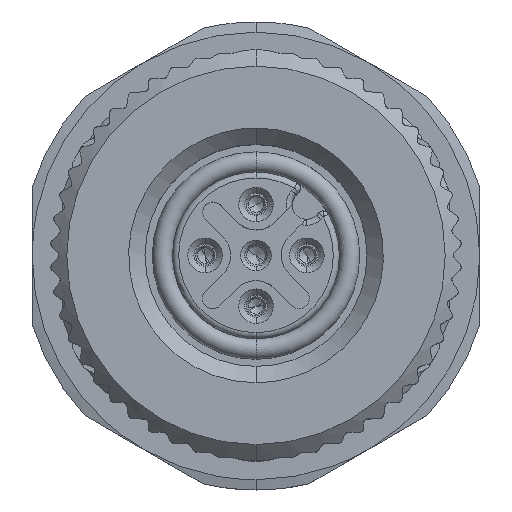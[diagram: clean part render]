
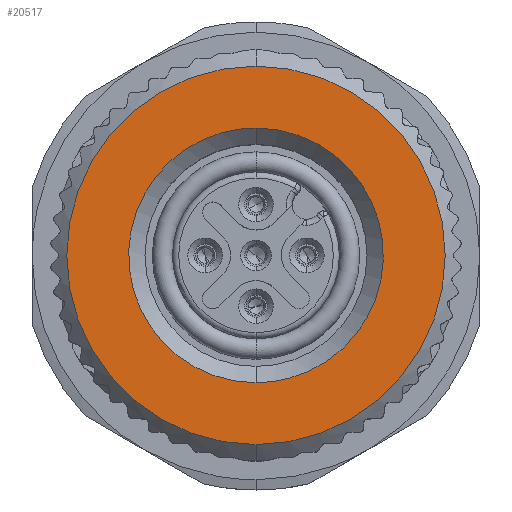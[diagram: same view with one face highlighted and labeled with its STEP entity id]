
A CAD part, top view. The second image highlights one B-rep face of the part: STEP entity #20517.
In plain terms, the highlighted planar face has unit normal (0, 0, 1).
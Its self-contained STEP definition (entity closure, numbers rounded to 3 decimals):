
#15385=AXIS2_PLACEMENT_3D('Circle Axis2P3D',#15383,#15384,$) ;
#16368=AXIS2_PLACEMENT_3D('Circle Axis2P3D',#16366,#16367,$) ;
#20451=AXIS2_PLACEMENT_3D('Plane Axis2P3D',#20448,#20449,#20450) ;
#14515=CARTESIAN_POINT('Vertex',(11.,2.2,29.25)) ;
#15380=CARTESIAN_POINT('Vertex',(11.,20.8,29.25)) ;
#15383=CARTESIAN_POINT('Axis2P3D Location',(11.,11.5,29.25)) ;
#16366=CARTESIAN_POINT('Axis2P3D Location',(11.,11.5,29.25)) ;
#20448=CARTESIAN_POINT('Axis2P3D Location',(11.,11.5,29.25)) ;
#20458=CARTESIAN_POINT('Control Point',(11.,5.241,29.25)) ;
#20459=CARTESIAN_POINT('Control Point',(10.387,5.241,29.25)) ;
#20460=CARTESIAN_POINT('Control Point',(9.774,5.316,29.25)) ;
#20461=CARTESIAN_POINT('Control Point',(9.174,5.467,29.25)) ;
#20462=CARTESIAN_POINT('Control Point',(8.022,5.91,29.25)) ;
#20463=CARTESIAN_POINT('Control Point',(7.011,6.619,29.25)) ;
#20464=CARTESIAN_POINT('Control Point',(6.551,7.034,29.25)) ;
#20465=CARTESIAN_POINT('Control Point',(5.743,7.968,29.25)) ;
#20466=CARTESIAN_POINT('Control Point',(5.184,9.068,29.25)) ;
#20467=CARTESIAN_POINT('Control Point',(4.974,9.651,29.25)) ;
#20468=CARTESIAN_POINT('Control Point',(4.699,10.854,29.25)) ;
#20469=CARTESIAN_POINT('Control Point',(4.724,12.089,29.25)) ;
#20470=CARTESIAN_POINT('Control Point',(4.812,12.702,29.25)) ;
#20471=CARTESIAN_POINT('Control Point',(5.136,13.893,29.25)) ;
#20472=CARTESIAN_POINT('Control Point',(5.738,14.971,29.25)) ;
#20473=CARTESIAN_POINT('Control Point',(6.104,15.47,29.25)) ;
#20474=CARTESIAN_POINT('Control Point',(6.95,16.369,29.25)) ;
#20475=CARTESIAN_POINT('Control Point',(7.988,17.038,29.25)) ;
#20476=CARTESIAN_POINT('Control Point',(8.546,17.307,29.25)) ;
#20477=CARTESIAN_POINT('Control Point',(9.375,17.587,29.25)) ;
#20478=CARTESIAN_POINT('Control Point',(10.234,17.719,29.25)) ;
#20479=CARTESIAN_POINT('Control Point',(10.489,17.745,29.25)) ;
#20480=CARTESIAN_POINT('Control Point',(10.745,17.759,29.25)) ;
#20481=CARTESIAN_POINT('Control Point',(11.,17.759,29.25)) ;
#20482=CARTESIAN_POINT('Vertex',(11.,5.241,29.25)) ;
#20484=CARTESIAN_POINT('Vertex',(11.,17.758,29.25)) ;
#20488=CARTESIAN_POINT('Control Point',(11.,17.759,29.25)) ;
#20489=CARTESIAN_POINT('Control Point',(11.613,17.759,29.25)) ;
#20490=CARTESIAN_POINT('Control Point',(12.226,17.684,29.25)) ;
#20491=CARTESIAN_POINT('Control Point',(12.826,17.533,29.25)) ;
#20492=CARTESIAN_POINT('Control Point',(13.978,17.09,29.25)) ;
#20493=CARTESIAN_POINT('Control Point',(14.989,16.381,29.25)) ;
#20494=CARTESIAN_POINT('Control Point',(15.449,15.966,29.25)) ;
#20495=CARTESIAN_POINT('Control Point',(16.257,15.032,29.25)) ;
#20496=CARTESIAN_POINT('Control Point',(16.816,13.932,29.25)) ;
#20497=CARTESIAN_POINT('Control Point',(17.026,13.349,29.25)) ;
#20498=CARTESIAN_POINT('Control Point',(17.301,12.146,29.25)) ;
#20499=CARTESIAN_POINT('Control Point',(17.276,10.911,29.25)) ;
#20500=CARTESIAN_POINT('Control Point',(17.188,10.298,29.25)) ;
#20501=CARTESIAN_POINT('Control Point',(16.864,9.107,29.25)) ;
#20502=CARTESIAN_POINT('Control Point',(16.262,8.029,29.25)) ;
#20503=CARTESIAN_POINT('Control Point',(15.896,7.53,29.25)) ;
#20504=CARTESIAN_POINT('Control Point',(15.05,6.631,29.25)) ;
#20505=CARTESIAN_POINT('Control Point',(14.012,5.962,29.25)) ;
#20506=CARTESIAN_POINT('Control Point',(13.454,5.693,29.25)) ;
#20507=CARTESIAN_POINT('Control Point',(12.625,5.413,29.25)) ;
#20508=CARTESIAN_POINT('Control Point',(11.766,5.281,29.25)) ;
#20509=CARTESIAN_POINT('Control Point',(11.511,5.255,29.25)) ;
#20510=CARTESIAN_POINT('Control Point',(11.255,5.241,29.25)) ;
#20511=CARTESIAN_POINT('Control Point',(11.,5.241,29.25)) ;
#15384=DIRECTION('Axis2P3D Direction',(0.,0.,-1.)) ;
#16367=DIRECTION('Axis2P3D Direction',(0.,0.,-1.)) ;
#20449=DIRECTION('Axis2P3D Direction',(0.,0.,1.)) ;
#20450=DIRECTION('Axis2P3D XDirection',(0.,-1.,0.)) ;
#20454=ORIENTED_EDGE('',*,*,#15387,.T.) ;
#20455=ORIENTED_EDGE('',*,*,#16370,.T.) ;
#20514=ORIENTED_EDGE('',*,*,#20486,.T.) ;
#20515=ORIENTED_EDGE('',*,*,#20512,.T.) ;
#20516=FACE_BOUND('',#20513,.T.) ;
#20517=ADVANCED_FACE('Hauptkoerper',(#20456,#20516),#20452,.T.) ;
#20457=B_SPLINE_CURVE_WITH_KNOTS('',5,(#20458,#20459,#20460,#20461,#20462,#20463,#20464,#20465,#20466,#20467,#20468,#20469,#20470,#20471,#20472,#20473,#20474,#20475,#20476,#20477,#20478,#20479,#20480,#20481),.UNSPECIFIED.,.F.,.U.,(6,3,3,3,3,3,3,6),(0.,4.333,8.666,12.999,17.332,21.665,25.998,27.804),.UNSPECIFIED.) ;
#20487=B_SPLINE_CURVE_WITH_KNOTS('',5,(#20488,#20489,#20490,#20491,#20492,#20493,#20494,#20495,#20496,#20497,#20498,#20499,#20500,#20501,#20502,#20503,#20504,#20505,#20506,#20507,#20508,#20509,#20510,#20511),.UNSPECIFIED.,.F.,.U.,(6,3,3,3,3,3,3,6),(0.,4.333,8.666,12.999,17.332,21.665,25.998,27.804),.UNSPECIFIED.) ;
#15386=CIRCLE('generated circle',#15385,9.3) ;
#16369=CIRCLE('generated circle',#16368,9.3) ;
#15387=EDGE_CURVE('',#14516,#15381,#15386,.F.) ;
#16370=EDGE_CURVE('',#15381,#14516,#16369,.F.) ;
#20486=EDGE_CURVE('',#20483,#20485,#20457,.T.) ;
#20512=EDGE_CURVE('',#20485,#20483,#20487,.T.) ;
#20453=EDGE_LOOP('',(#20454,#20455)) ;
#20513=EDGE_LOOP('',(#20514,#20515)) ;
#20456=FACE_OUTER_BOUND('',#20453,.T.) ;
#20452=PLANE('',#20451) ;
#14516=VERTEX_POINT('',#14515) ;
#15381=VERTEX_POINT('',#15380) ;
#20483=VERTEX_POINT('',#20482) ;
#20485=VERTEX_POINT('',#20484) ;
